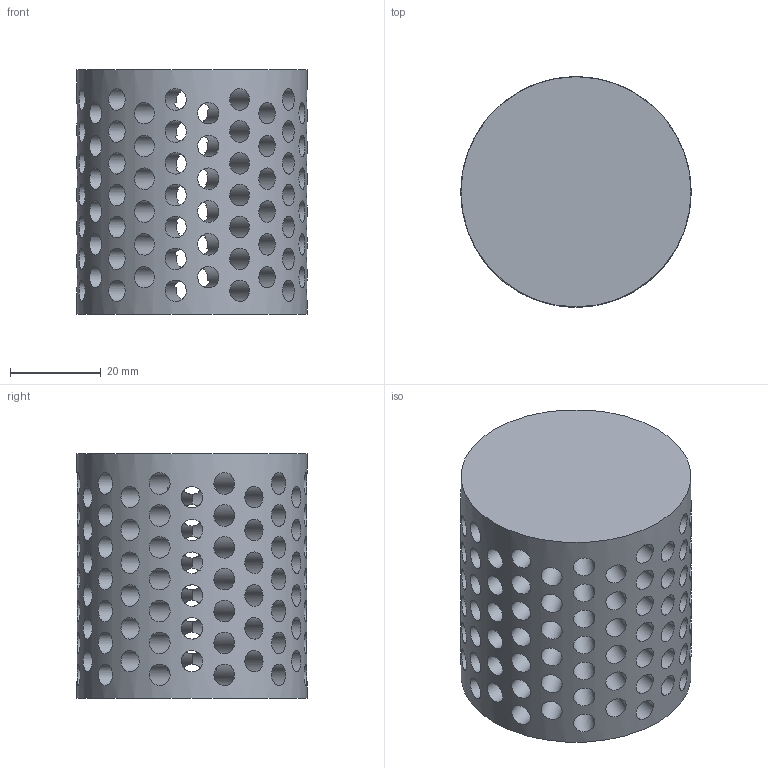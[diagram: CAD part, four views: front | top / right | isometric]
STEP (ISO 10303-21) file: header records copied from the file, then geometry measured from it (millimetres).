
FILE_DESCRIPTION(/* description */ (''),/* implementation_level */ '2;1');
FILE_NAME(/* name */ 'Cylindrical Flute Demo.stp',/* time_stamp */ '2020-10-19T00:25:23-05:00',/* author */ ('oriani'),/* organization */ (''),/* preprocessor_version */ 'ST-DEVELOPER v17',/* originating_system */ 'Autodesk Inventor 2019',/* authorisation */ '');
FILE_SCHEMA (('AUTOMOTIVE_DESIGN { 1 0 10303 214 3 1 1 }'));
Length unit declared in the file: inch
Products named in the file (1): Cylindrical Flute Demo
Bounding box: 50.8 x 50.8 x 53.98 mm (x, y, z)
Volume: 55975.2 mm3; surface area: 45222.1 mm2
Topology: 1 solids, 1 shells, 278 faces, 1506 edges, 1082 vertices
Faces by surface type: cylinder 166, cone 110, plane 2
Full cylindrical faces by diameter (mm): 4.762 x143, 50.8 x1
Entity records: 27369 total; most frequent: CARTESIAN_POINT 16639, ORIENTED_EDGE 3012, EDGE_CURVE 1506, DIRECTION 1417, VERTEX_POINT 1082, B_SPLINE_CURVE_WITH_KNOTS 1001, AXIS2_PLACEMENT_3D 633, EDGE_LOOP 414
